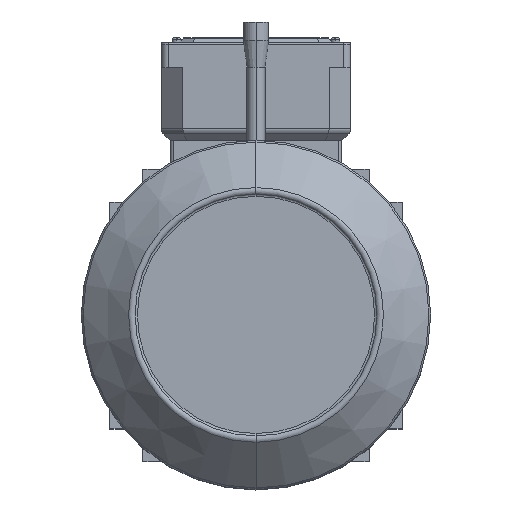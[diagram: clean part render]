
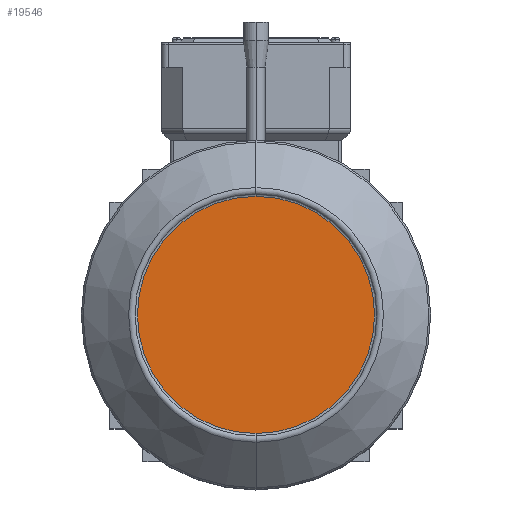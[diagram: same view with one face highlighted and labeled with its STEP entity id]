
A CAD part, top view. The second image highlights one B-rep face of the part: STEP entity #19546.
In plain terms, the highlighted face is planar.
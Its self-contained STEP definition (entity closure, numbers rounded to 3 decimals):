
#781 = AXIS2_PLACEMENT_3D ( 'NONE', #13675, #12212, #4367 ) ;
#1358 = CIRCLE ( 'NONE', #781, 65.735 ) ;
#3333 = CARTESIAN_POINT ( 'NONE',  ( 136.7, 0., 65.735 ) ) ;
#4367 = DIRECTION ( 'NONE',  ( 0., 0., 1. ) ) ;
#5451 = DIRECTION ( 'NONE',  ( 0., 0., 1. ) ) ;
#9252 = CARTESIAN_POINT ( 'NONE',  ( 136.7, 0., 0. ) ) ;
#9288 = EDGE_LOOP ( 'NONE', ( #13369, #12007 ) ) ;
#10849 = CIRCLE ( 'NONE', #18021, 65.735 ) ;
#11271 = VERTEX_POINT ( 'NONE', #11904 ) ;
#11904 = CARTESIAN_POINT ( 'NONE',  ( 136.7, 0., -65.735 ) ) ;
#12007 = ORIENTED_EDGE ( 'NONE', *, *, #19751, .F. ) ;
#12212 = DIRECTION ( 'NONE',  ( -1., 0., 0. ) ) ;
#13201 = VERTEX_POINT ( 'NONE', #3333 ) ;
#13369 = ORIENTED_EDGE ( 'NONE', *, *, #16379, .F. ) ;
#13375 = PLANE ( 'NONE',  #15615 ) ;
#13675 = CARTESIAN_POINT ( 'NONE',  ( 136.7, 0., 0. ) ) ;
#14132 = DIRECTION ( 'NONE',  ( 0., 0., 1. ) ) ;
#15615 = AXIS2_PLACEMENT_3D ( 'NONE', #16635, #16711, #5451 ) ;
#16379 = EDGE_CURVE ( 'NONE', #13201, #11271, #1358, .T. ) ;
#16635 = CARTESIAN_POINT ( 'NONE',  ( 136.7, 65.735, 0. ) ) ;
#16711 = DIRECTION ( 'NONE',  ( -1., 0., 0. ) ) ;
#17823 = FACE_OUTER_BOUND ( 'NONE', #9288, .T. ) ;
#18021 = AXIS2_PLACEMENT_3D ( 'NONE', #9252, #20227, #14132 ) ;
#19546 = ADVANCED_FACE ( 'NONE', ( #17823 ), #13375, .F. ) ;
#19751 = EDGE_CURVE ( 'NONE', #11271, #13201, #10849, .T. ) ;
#20227 = DIRECTION ( 'NONE',  ( -1., 0., 0. ) ) ;
